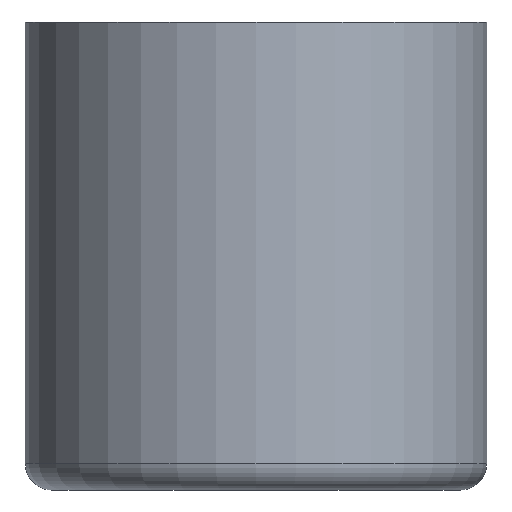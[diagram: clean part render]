
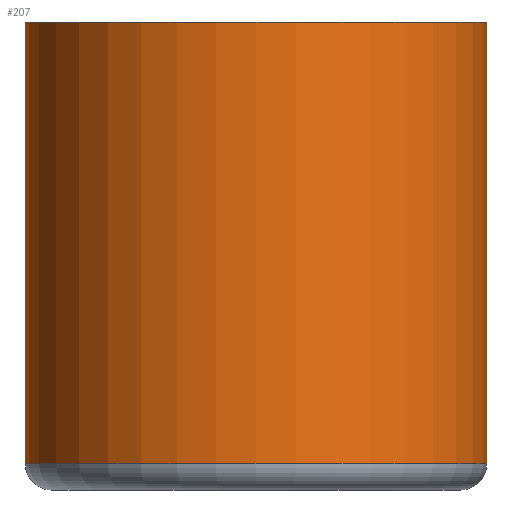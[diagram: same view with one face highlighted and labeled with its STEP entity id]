
A CAD part, front view. The second image highlights one B-rep face of the part: STEP entity #207.
In plain terms, the highlighted cylindrical face has radius 35 mm (diameter 70 mm), a full revolution.
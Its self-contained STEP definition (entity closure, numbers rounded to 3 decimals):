
#44=FACE_OUTER_BOUND('',#63,.T.);
#63=EDGE_LOOP('',(#184,#185,#186,#187));
#69=LINE('',#397,#74);
#74=VECTOR('',#338,35.);
#87=CIRCLE('',#243,35.);
#93=CIRCLE('',#255,35.);
#104=VERTEX_POINT('',#372);
#109=VERTEX_POINT('',#391);
#125=EDGE_CURVE('',#104,#104,#87,.T.);
#133=EDGE_CURVE('',#109,#109,#93,.T.);
#136=EDGE_CURVE('',#104,#109,#69,.T.);
#184=ORIENTED_EDGE('',*,*,#125,.F.);
#185=ORIENTED_EDGE('',*,*,#136,.T.);
#186=ORIENTED_EDGE('',*,*,#133,.F.);
#187=ORIENTED_EDGE('',*,*,#136,.F.);
#192=CYLINDRICAL_SURFACE('',#258,35.);
#207=ADVANCED_FACE('',(#44),#192,.T.);
#243=AXIS2_PLACEMENT_3D('',#373,#304,#305);
#255=AXIS2_PLACEMENT_3D('',#392,#330,#331);
#258=AXIS2_PLACEMENT_3D('',#396,#336,#337);
#304=DIRECTION('center_axis',(0.,0.,1.));
#305=DIRECTION('ref_axis',(1.,0.,0.));
#330=DIRECTION('center_axis',(0.,0.,-1.));
#331=DIRECTION('ref_axis',(1.,0.,0.));
#336=DIRECTION('center_axis',(0.,0.,1.));
#337=DIRECTION('ref_axis',(1.,0.,0.));
#338=DIRECTION('',(0.,0.,-1.));
#372=CARTESIAN_POINT('',(-35.,0.,71.));
#373=CARTESIAN_POINT('Origin',(0.,0.,71.));
#391=CARTESIAN_POINT('',(-35.,0.,4.));
#392=CARTESIAN_POINT('Origin',(0.,0.,4.));
#396=CARTESIAN_POINT('Origin',(0.,0.,0.));
#397=CARTESIAN_POINT('',(-35.,0.,0.));
